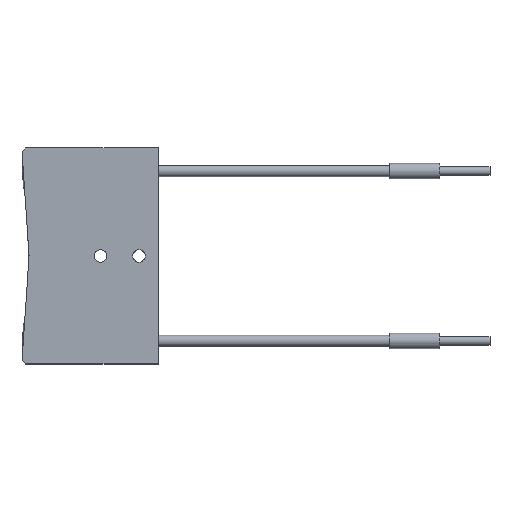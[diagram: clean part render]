
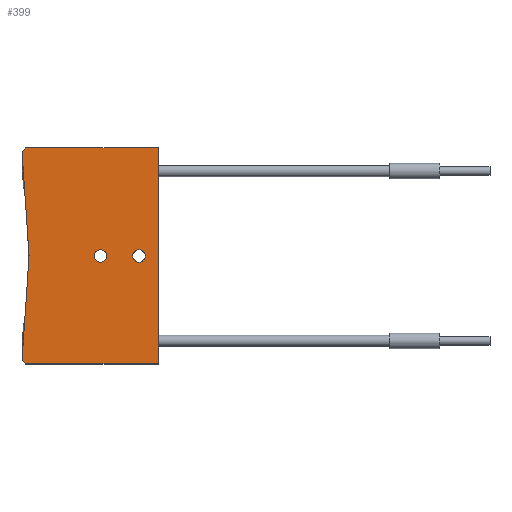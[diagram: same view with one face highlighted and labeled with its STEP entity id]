
A CAD part, top view. The second image highlights one B-rep face of the part: STEP entity #399.
In plain terms, the highlighted planar face has unit normal (0, 0, 1).
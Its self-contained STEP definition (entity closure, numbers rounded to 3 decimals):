
#29=FACE_BOUND('',#106,.T.);
#30=FACE_BOUND('',#107,.T.);
#45=PLANE('',#464);
#70=FACE_OUTER_BOUND('',#105,.T.);
#105=EDGE_LOOP('',(#356,#357,#358,#359,#360,#361,#362));
#106=EDGE_LOOP('',(#363,#364));
#107=EDGE_LOOP('',(#365,#366));
#114=LINE('',#628,#143);
#118=LINE('',#635,#147);
#125=LINE('',#654,#154);
#128=LINE('',#659,#157);
#133=LINE('',#687,#162);
#134=LINE('',#690,#163);
#136=LINE('',#693,#165);
#143=VECTOR('',#515,10.);
#147=VECTOR('',#521,10.);
#154=VECTOR('',#536,10.);
#157=VECTOR('',#541,10.);
#162=VECTOR('',#576,10.);
#163=VECTOR('',#579,10.);
#165=VECTOR('',#583,10.);
#180=CIRCLE('',#452,1.6);
#181=CIRCLE('',#453,1.6);
#182=CIRCLE('',#455,1.6);
#183=CIRCLE('',#456,1.6);
#198=VERTEX_POINT('',#625);
#199=VERTEX_POINT('',#627);
#201=VERTEX_POINT('',#633);
#208=VERTEX_POINT('',#651);
#209=VERTEX_POINT('',#653);
#210=VERTEX_POINT('',#657);
#213=VERTEX_POINT('',#667);
#214=VERTEX_POINT('',#668);
#215=VERTEX_POINT('',#673);
#216=VERTEX_POINT('',#674);
#219=VERTEX_POINT('',#689);
#236=EDGE_CURVE('',#198,#199,#114,.T.);
#240=EDGE_CURVE('',#198,#201,#118,.T.);
#249=EDGE_CURVE('',#208,#209,#125,.T.);
#252=EDGE_CURVE('',#208,#210,#128,.T.);
#255=EDGE_CURVE('',#213,#214,#180,.T.);
#256=EDGE_CURVE('',#214,#213,#181,.T.);
#258=EDGE_CURVE('',#215,#216,#182,.T.);
#259=EDGE_CURVE('',#216,#215,#183,.T.);
#265=EDGE_CURVE('',#210,#199,#133,.T.);
#266=EDGE_CURVE('',#219,#209,#134,.T.);
#268=EDGE_CURVE('',#201,#219,#136,.T.);
#356=ORIENTED_EDGE('',*,*,#236,.F.);
#357=ORIENTED_EDGE('',*,*,#240,.T.);
#358=ORIENTED_EDGE('',*,*,#268,.T.);
#359=ORIENTED_EDGE('',*,*,#266,.T.);
#360=ORIENTED_EDGE('',*,*,#249,.F.);
#361=ORIENTED_EDGE('',*,*,#252,.T.);
#362=ORIENTED_EDGE('',*,*,#265,.T.);
#363=ORIENTED_EDGE('',*,*,#255,.T.);
#364=ORIENTED_EDGE('',*,*,#256,.T.);
#365=ORIENTED_EDGE('',*,*,#258,.T.);
#366=ORIENTED_EDGE('',*,*,#259,.T.);
#399=ADVANCED_FACE('',(#70,#29,#30),#45,.T.);
#452=AXIS2_PLACEMENT_3D('',#669,#552,#553);
#453=AXIS2_PLACEMENT_3D('',#670,#554,#555);
#455=AXIS2_PLACEMENT_3D('',#675,#559,#560);
#456=AXIS2_PLACEMENT_3D('',#676,#561,#562);
#464=AXIS2_PLACEMENT_3D('',#694,#584,#585);
#515=DIRECTION('',(-0.683,0.731,0.));
#521=DIRECTION('',(1.,0.,0.));
#536=DIRECTION('',(0.683,0.731,0.));
#541=DIRECTION('',(0.068,-0.998,0.));
#552=DIRECTION('center_axis',(0.,0.,-1.));
#553=DIRECTION('ref_axis',(1.,0.,0.));
#554=DIRECTION('center_axis',(0.,0.,-1.));
#555=DIRECTION('ref_axis',(1.,0.,0.));
#559=DIRECTION('center_axis',(0.,0.,-1.));
#560=DIRECTION('ref_axis',(1.,0.,0.));
#561=DIRECTION('center_axis',(0.,0.,-1.));
#562=DIRECTION('ref_axis',(1.,0.,0.));
#576=DIRECTION('',(-0.068,-0.998,0.));
#579=DIRECTION('',(-1.,0.,0.));
#583=DIRECTION('',(0.,1.,0.));
#584=DIRECTION('center_axis',(0.,0.,1.));
#585=DIRECTION('ref_axis',(1.,0.,0.));
#625=CARTESIAN_POINT('',(-34.4,-28.,5.));
#627=CARTESIAN_POINT('',(-35.332,-27.002,5.));
#628=CARTESIAN_POINT('',(-37.66,-24.512,5.));
#633=CARTESIAN_POINT('',(0.,-28.,5.));
#635=CARTESIAN_POINT('',(0.,-28.,5.));
#651=CARTESIAN_POINT('',(-35.332,27.002,5.));
#653=CARTESIAN_POINT('',(-34.4,28.,5.));
#654=CARTESIAN_POINT('',(-37.66,24.512,5.));
#657=CARTESIAN_POINT('',(-33.5,0.,5.));
#659=CARTESIAN_POINT('',(-33.5,0.,5.));
#667=CARTESIAN_POINT('',(-3.4,0.,5.));
#668=CARTESIAN_POINT('',(-6.6,0.,5.));
#669=CARTESIAN_POINT('Origin',(-5.,0.,5.));
#670=CARTESIAN_POINT('Origin',(-5.,0.,5.));
#673=CARTESIAN_POINT('',(-13.4,0.,5.));
#674=CARTESIAN_POINT('',(-16.6,0.,5.));
#675=CARTESIAN_POINT('Origin',(-15.,0.,5.));
#676=CARTESIAN_POINT('Origin',(-15.,0.,5.));
#687=CARTESIAN_POINT('',(-35.4,-28.,5.));
#689=CARTESIAN_POINT('',(0.,28.,5.));
#690=CARTESIAN_POINT('',(-35.4,28.,5.));
#693=CARTESIAN_POINT('',(0.,28.,5.));
#694=CARTESIAN_POINT('Origin',(-17.421,0.,5.));
